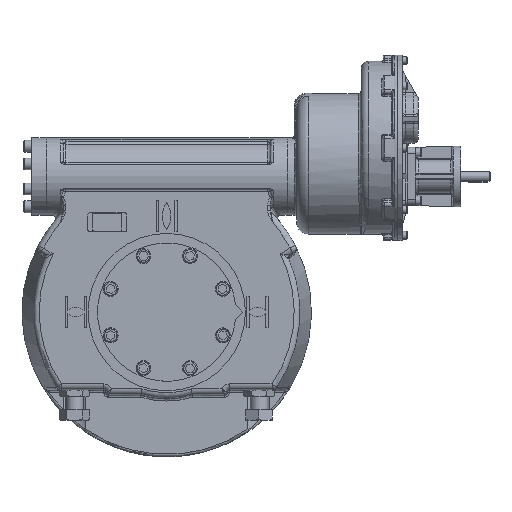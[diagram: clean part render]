
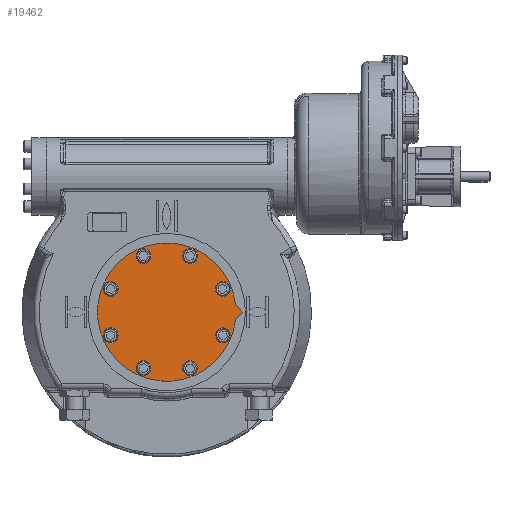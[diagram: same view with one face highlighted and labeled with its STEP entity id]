
A CAD part, top view. The second image highlights one B-rep face of the part: STEP entity #19462.
In plain terms, the highlighted planar face has unit normal (0, 0, 1).
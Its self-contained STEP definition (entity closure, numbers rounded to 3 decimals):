
#2227=CIRCLE('',#22297,142.5);
#2236=CIRCLE('',#22308,10.5);
#2237=CIRCLE('',#22309,10.5);
#2238=CIRCLE('',#22310,10.5);
#2239=CIRCLE('',#22311,10.5);
#2240=CIRCLE('',#22312,10.5);
#2241=CIRCLE('',#22313,10.5);
#2242=CIRCLE('',#22314,10.5);
#2243=CIRCLE('',#22315,10.5);
#7508=ORIENTED_EDGE('',*,*,#10479,.T.);
#7509=ORIENTED_EDGE('',*,*,#10480,.T.);
#7510=ORIENTED_EDGE('',*,*,#10481,.T.);
#7511=ORIENTED_EDGE('',*,*,#10482,.T.);
#7512=ORIENTED_EDGE('',*,*,#10483,.T.);
#7513=ORIENTED_EDGE('',*,*,#10484,.T.);
#7514=ORIENTED_EDGE('',*,*,#10485,.T.);
#7515=ORIENTED_EDGE('',*,*,#10486,.T.);
#7516=ORIENTED_EDGE('',*,*,#10464,.F.);
#7517=ORIENTED_EDGE('',*,*,#10470,.F.);
#7518=ORIENTED_EDGE('',*,*,#10467,.F.);
#10464=EDGE_CURVE('',#12429,#12430,#13665,.T.);
#10467=EDGE_CURVE('',#12430,#12432,#13668,.T.);
#10470=EDGE_CURVE('',#12432,#12429,#2227,.T.);
#10479=EDGE_CURVE('',#12441,#12441,#2236,.T.);
#10480=EDGE_CURVE('',#12442,#12442,#2237,.T.);
#10481=EDGE_CURVE('',#12443,#12443,#2238,.T.);
#10482=EDGE_CURVE('',#12444,#12444,#2239,.T.);
#10483=EDGE_CURVE('',#12445,#12445,#2240,.T.);
#10484=EDGE_CURVE('',#12446,#12446,#2241,.T.);
#10485=EDGE_CURVE('',#12447,#12447,#2242,.T.);
#10486=EDGE_CURVE('',#12448,#12448,#2243,.T.);
#12429=VERTEX_POINT('',#52228);
#12430=VERTEX_POINT('',#52230);
#12432=VERTEX_POINT('',#52236);
#12441=VERTEX_POINT('',#52260);
#12442=VERTEX_POINT('',#52262);
#12443=VERTEX_POINT('',#52264);
#12444=VERTEX_POINT('',#52266);
#12445=VERTEX_POINT('',#52268);
#12446=VERTEX_POINT('',#52270);
#12447=VERTEX_POINT('',#52272);
#12448=VERTEX_POINT('',#52274);
#13665=LINE('',#52229,#14858);
#13668=LINE('',#52235,#14861);
#14858=VECTOR('',#27363,1000.);
#14861=VECTOR('',#27368,1000.);
#16291=EDGE_LOOP('',(#7508));
#16292=EDGE_LOOP('',(#7509));
#16293=EDGE_LOOP('',(#7510));
#16294=EDGE_LOOP('',(#7511));
#16295=EDGE_LOOP('',(#7512));
#16296=EDGE_LOOP('',(#7513));
#16297=EDGE_LOOP('',(#7514));
#16298=EDGE_LOOP('',(#7515));
#16299=EDGE_LOOP('',(#7516,#7517,#7518));
#17757=FACE_BOUND('',#16291,.T.);
#17758=FACE_BOUND('',#16292,.T.);
#17759=FACE_BOUND('',#16293,.T.);
#17760=FACE_BOUND('',#16294,.T.);
#17761=FACE_BOUND('',#16295,.T.);
#17762=FACE_BOUND('',#16296,.T.);
#17763=FACE_BOUND('',#16297,.T.);
#17764=FACE_BOUND('',#16298,.T.);
#17765=FACE_BOUND('',#16299,.T.);
#18302=PLANE('',#22307);
#19462=ADVANCED_FACE('',(#17757,#17758,#17759,#17760,#17761,#17762,#17763,
#17764,#17765),#18302,.F.);
#22297=AXIS2_PLACEMENT_3D('',#52240,#27374,#27375);
#22307=AXIS2_PLACEMENT_3D('',#52258,#27394,#27395);
#22308=AXIS2_PLACEMENT_3D('',#52259,#27396,#27397);
#22309=AXIS2_PLACEMENT_3D('',#52261,#27398,#27399);
#22310=AXIS2_PLACEMENT_3D('',#52263,#27400,#27401);
#22311=AXIS2_PLACEMENT_3D('',#52265,#27402,#27403);
#22312=AXIS2_PLACEMENT_3D('',#52267,#27404,#27405);
#22313=AXIS2_PLACEMENT_3D('',#52269,#27406,#27407);
#22314=AXIS2_PLACEMENT_3D('',#52271,#27408,#27409);
#22315=AXIS2_PLACEMENT_3D('',#52273,#27410,#27411);
#27363=DIRECTION('',(0.707,-0.707,0.));
#27368=DIRECTION('',(-0.707,-0.707,0.));
#27374=DIRECTION('',(0.,0.,-1.));
#27375=DIRECTION('',(1.,0.,0.));
#27394=DIRECTION('',(0.,0.,-1.));
#27395=DIRECTION('',(1.,0.,0.));
#27396=DIRECTION('',(0.,0.,-1.));
#27397=DIRECTION('',(0.707,0.707,0.));
#27398=DIRECTION('',(0.,0.,-1.));
#27399=DIRECTION('',(0.,1.,0.));
#27400=DIRECTION('',(0.,0.,-1.));
#27401=DIRECTION('',(-0.707,0.707,0.));
#27402=DIRECTION('',(0.,0.,-1.));
#27403=DIRECTION('',(-1.,0.,0.));
#27404=DIRECTION('',(0.,0.,-1.));
#27405=DIRECTION('',(-0.707,-0.707,0.));
#27406=DIRECTION('',(0.,0.,-1.));
#27407=DIRECTION('',(0.,-1.,0.));
#27408=DIRECTION('',(0.,0.,-1.));
#27409=DIRECTION('',(0.707,-0.707,0.));
#27410=DIRECTION('',(0.,0.,-1.));
#27411=DIRECTION('',(1.,0.,0.));
#52228=CARTESIAN_POINT('',(141.673,15.327,78.));
#52229=CARTESIAN_POINT('',(157.,0.,78.));
#52230=CARTESIAN_POINT('',(157.,0.,78.));
#52235=CARTESIAN_POINT('',(157.,0.,78.));
#52236=CARTESIAN_POINT('',(141.673,-15.327,78.));
#52240=CARTESIAN_POINT('',(0.,0.,78.));
#52258=CARTESIAN_POINT('',(0.,0.,78.));
#52259=CARTESIAN_POINT('',(47.835,115.485,78.));
#52260=CARTESIAN_POINT('',(55.26,122.91,78.));
#52261=CARTESIAN_POINT('',(-47.835,115.485,78.));
#52262=CARTESIAN_POINT('',(-47.835,125.985,78.));
#52263=CARTESIAN_POINT('',(-115.485,47.835,78.));
#52264=CARTESIAN_POINT('',(-122.91,55.26,78.));
#52265=CARTESIAN_POINT('',(-115.485,-47.835,78.));
#52266=CARTESIAN_POINT('',(-125.985,-47.835,78.));
#52267=CARTESIAN_POINT('',(-47.835,-115.485,78.));
#52268=CARTESIAN_POINT('',(-55.26,-122.91,78.));
#52269=CARTESIAN_POINT('',(47.835,-115.485,78.));
#52270=CARTESIAN_POINT('',(47.835,-125.985,78.));
#52271=CARTESIAN_POINT('',(115.485,-47.835,78.));
#52272=CARTESIAN_POINT('',(122.91,-55.26,78.));
#52273=CARTESIAN_POINT('',(115.485,47.835,78.));
#52274=CARTESIAN_POINT('',(125.985,47.835,78.));
